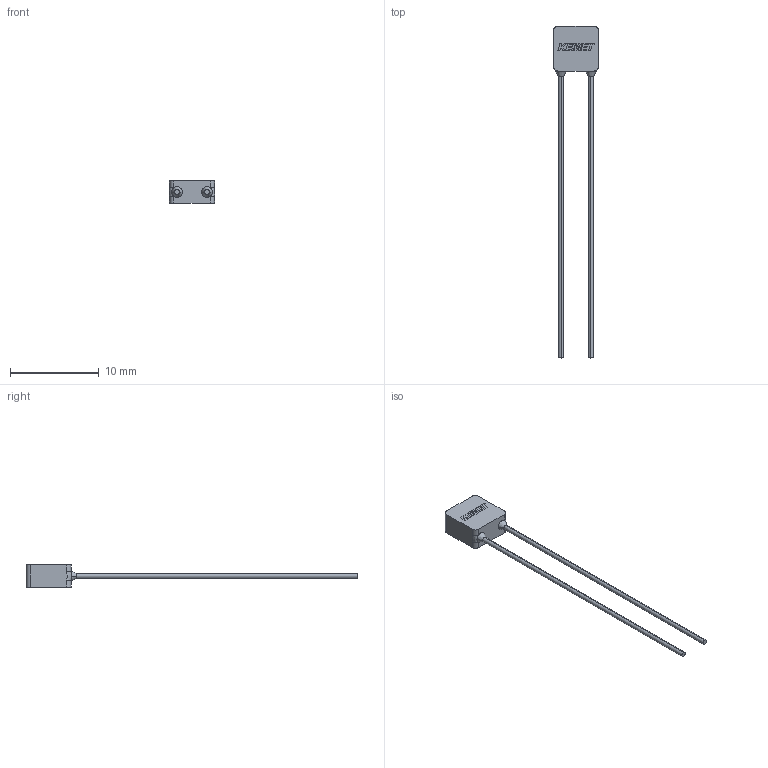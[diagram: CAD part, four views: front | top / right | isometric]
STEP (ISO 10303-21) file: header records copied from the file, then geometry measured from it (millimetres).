
FILE_DESCRIPTION (( 'STEP AP214' ), '1' );
FILE_NAME ('CCR_C3_5_L5.08T2.54S5.842LL31.75F0.559W5.08.STEP', '2024-07-15T12:45:26', ( '' ), ( '' ), 'SwSTEP 2.0', 'SolidWorks 2021', '' );
FILE_SCHEMA (( 'AUTOMOTIVE_DESIGN' ));
Length unit declared in the file: millimetre
Products named in the file (1): CCR_C3_5_L5.08T2.54S5.842LL31.75F0.559W5.08
Bounding box: 5.08 x 37.43 x 2.55 mm (x, y, z)
Volume: 81.5 mm3; surface area: 219.2 mm2
Topology: 4 solids, 4 shells, 81 faces, 215 edges, 142 vertices
Faces by surface type: plane 65, cylinder 10, cone 4, bspline 2
Entity records: 2913 total; most frequent: CARTESIAN_POINT 539, ORIENTED_EDGE 430, DIRECTION 405, EDGE_CURVE 215, LINE 181, VECTOR 181, VERTEX_POINT 142, AXIS2_PLACEMENT_3D 112
